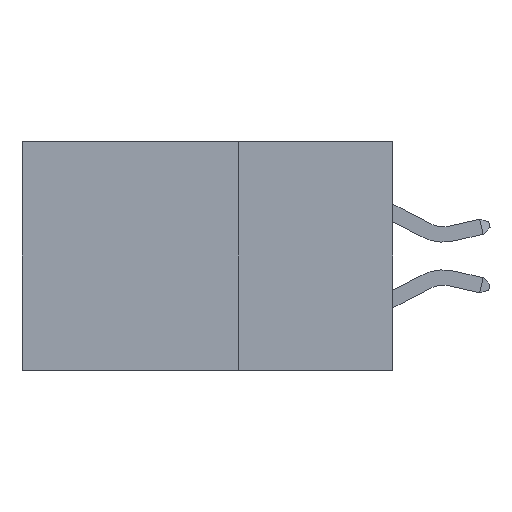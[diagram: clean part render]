
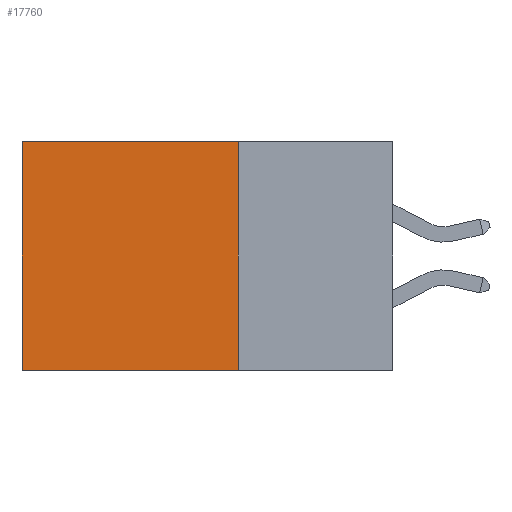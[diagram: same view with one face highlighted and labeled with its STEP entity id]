
A CAD part, left-side view. The second image highlights one B-rep face of the part: STEP entity #17760.
In plain terms, the highlighted planar face has unit normal (-1, 0, 0).
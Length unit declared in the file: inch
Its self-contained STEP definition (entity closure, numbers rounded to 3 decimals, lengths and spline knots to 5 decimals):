
#930 = DIRECTION ( 'NONE',  ( 0., 0., -1. ) ) ;
#973 = CARTESIAN_POINT ( 'NONE',  ( 0.2875, 0.25, -0.37 ) ) ;
#1706 = ORIENTED_EDGE ( 'NONE', *, *, #21837, .T. ) ;
#4235 = LINE ( 'NONE', #9464, #17616 ) ;
#4251 = DIRECTION ( 'NONE',  ( 0., 0., -1. ) ) ;
#5350 = CARTESIAN_POINT ( 'NONE',  ( 0.2875, 0.6, 0. ) ) ;
#6908 = ORIENTED_EDGE ( 'NONE', *, *, #24709, .F. ) ;
#8019 = LINE ( 'NONE', #973, #15409 ) ;
#9170 = CARTESIAN_POINT ( 'NONE',  ( 0.2875, 0.25, 0. ) ) ;
#9464 = CARTESIAN_POINT ( 'NONE',  ( 0.2875, 0.25, 0. ) ) ;
#9814 = CARTESIAN_POINT ( 'NONE',  ( 0.2875, 0.6, -0.37 ) ) ;
#12075 = CARTESIAN_POINT ( 'NONE',  ( 0.2875, 0.6, 0. ) ) ;
#13660 = CARTESIAN_POINT ( 'NONE',  ( 0.2875, 0.25, 0. ) ) ;
#14063 = VECTOR ( 'NONE', #930, 39.37008 ) ;
#14475 = DIRECTION ( 'NONE',  ( 0., 1., 0. ) ) ;
#15253 = VERTEX_POINT ( 'NONE', #5350 ) ;
#15409 = VECTOR ( 'NONE', #14475, 39.37008 ) ;
#15700 = FACE_OUTER_BOUND ( 'NONE', #19336, .T. ) ;
#16316 = VERTEX_POINT ( 'NONE', #13660 ) ;
#17616 = VECTOR ( 'NONE', #22757, 39.37008 ) ;
#17747 = CARTESIAN_POINT ( 'NONE',  ( 0.2875, 0.25, 0. ) ) ;
#17760 = ADVANCED_FACE ( 'NONE', ( #15700 ), #28989, .F. ) ;
#18291 = EDGE_CURVE ( 'NONE', #16316, #27821, #4235, .T. ) ;
#18579 = ORIENTED_EDGE ( 'NONE', *, *, #19202, .T. ) ;
#19202 = EDGE_CURVE ( 'NONE', #15253, #20399, #27468, .T. ) ;
#19336 = EDGE_LOOP ( 'NONE', ( #18579, #6908, #22100, #1706 ) ) ;
#20399 = VERTEX_POINT ( 'NONE', #9814 ) ;
#20697 = DIRECTION ( 'NONE',  ( 0., 1., 0. ) ) ;
#21685 = VECTOR ( 'NONE', #20697, 39.37008 ) ;
#21837 = EDGE_CURVE ( 'NONE', #16316, #15253, #26980, .T. ) ;
#22100 = ORIENTED_EDGE ( 'NONE', *, *, #18291, .F. ) ;
#22757 = DIRECTION ( 'NONE',  ( 0., 0., -1. ) ) ;
#24239 = DIRECTION ( 'NONE',  ( 1., 0., 0. ) ) ;
#24430 = CARTESIAN_POINT ( 'NONE',  ( 0.2875, 0.25, -0.37 ) ) ;
#24709 = EDGE_CURVE ( 'NONE', #27821, #20399, #8019, .T. ) ;
#26980 = LINE ( 'NONE', #9170, #21685 ) ;
#27468 = LINE ( 'NONE', #12075, #14063 ) ;
#27821 = VERTEX_POINT ( 'NONE', #24430 ) ;
#28667 = AXIS2_PLACEMENT_3D ( 'NONE', #17747, #24239, #4251 ) ;
#28989 = PLANE ( 'NONE',  #28667 ) ;
